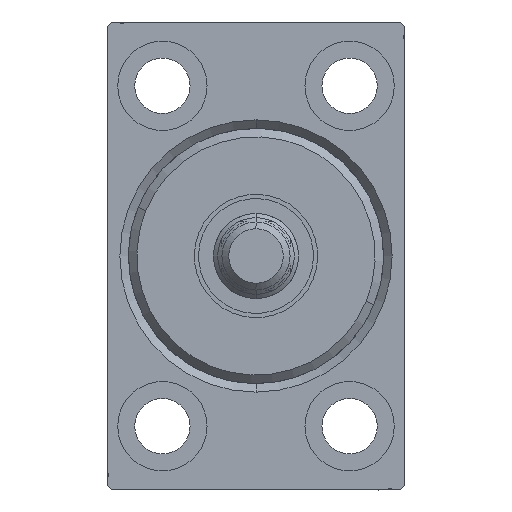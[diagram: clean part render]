
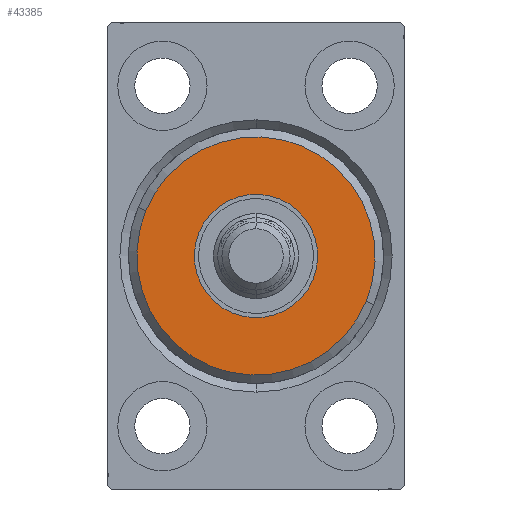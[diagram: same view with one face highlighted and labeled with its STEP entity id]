
A CAD part, left-side view. The second image highlights one B-rep face of the part: STEP entity #43385.
In plain terms, the highlighted face is planar.
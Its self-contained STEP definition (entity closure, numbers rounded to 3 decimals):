
#378 = EDGE_CURVE ( 'NONE', #37613, #23399, #15341, .T. ) ;
#851 = AXIS2_PLACEMENT_3D ( 'NONE', #21456, #34470, #21239 ) ;
#1376 = EDGE_CURVE ( 'NONE', #38518, #15098, #41897, .T. ) ;
#1503 = CARTESIAN_POINT ( 'NONE',  ( 3., 0., 7.25 ) ) ;
#1888 = DIRECTION ( 'NONE',  ( 1., 0., 0. ) ) ;
#2722 = CARTESIAN_POINT ( 'NONE',  ( 3., 0., 0. ) ) ;
#4727 = FACE_BOUND ( 'NONE', #14337, .T. ) ;
#5324 = AXIS2_PLACEMENT_3D ( 'NONE', #15054, #28736, #8101 ) ;
#5830 = CARTESIAN_POINT ( 'NONE',  ( 3., 0., 0. ) ) ;
#8101 = DIRECTION ( 'NONE',  ( 0., 0., -1. ) ) ;
#8849 = ORIENTED_EDGE ( 'NONE', *, *, #30599, .T. ) ;
#8972 = DIRECTION ( 'NONE',  ( 0., 0., -1. ) ) ;
#12786 = DIRECTION ( 'NONE',  ( 1., 0., 0. ) ) ;
#14337 = EDGE_LOOP ( 'NONE', ( #44058, #36839 ) ) ;
#15054 = CARTESIAN_POINT ( 'NONE',  ( 3., 0., 0. ) ) ;
#15098 = VERTEX_POINT ( 'NONE', #26615 ) ;
#15341 = CIRCLE ( 'NONE', #5324, 7.25 ) ;
#17924 = CIRCLE ( 'NONE', #42974, 7.25 ) ;
#18739 = CIRCLE ( 'NONE', #851, 14. ) ;
#18809 = EDGE_LOOP ( 'NONE', ( #28000, #8849 ) ) ;
#21239 = DIRECTION ( 'NONE',  ( 0., 0., -1. ) ) ;
#21456 = CARTESIAN_POINT ( 'NONE',  ( 3., 0., 0. ) ) ;
#22550 = AXIS2_PLACEMENT_3D ( 'NONE', #2722, #36573, #40171 ) ;
#22685 = EDGE_CURVE ( 'NONE', #23399, #37613, #17924, .T. ) ;
#23399 = VERTEX_POINT ( 'NONE', #33407 ) ;
#26615 = CARTESIAN_POINT ( 'NONE',  ( 3., 0., -14. ) ) ;
#28000 = ORIENTED_EDGE ( 'NONE', *, *, #1376, .T. ) ;
#28736 = DIRECTION ( 'NONE',  ( 1., 0., 0. ) ) ;
#29307 = CARTESIAN_POINT ( 'NONE',  ( 3., 0., 14. ) ) ;
#30599 = EDGE_CURVE ( 'NONE', #15098, #38518, #18739, .T. ) ;
#31232 = PLANE ( 'NONE',  #34826 ) ;
#33407 = CARTESIAN_POINT ( 'NONE',  ( 3., 0., -7.25 ) ) ;
#34470 = DIRECTION ( 'NONE',  ( 1., 0., 0. ) ) ;
#34826 = AXIS2_PLACEMENT_3D ( 'NONE', #5830, #12786, #8972 ) ;
#35459 = FACE_OUTER_BOUND ( 'NONE', #18809, .T. ) ;
#36573 = DIRECTION ( 'NONE',  ( 1., 0., 0. ) ) ;
#36839 = ORIENTED_EDGE ( 'NONE', *, *, #378, .F. ) ;
#37613 = VERTEX_POINT ( 'NONE', #1503 ) ;
#38518 = VERTEX_POINT ( 'NONE', #29307 ) ;
#40171 = DIRECTION ( 'NONE',  ( 0., 0., -1. ) ) ;
#41897 = CIRCLE ( 'NONE', #22550, 14. ) ;
#42263 = CARTESIAN_POINT ( 'NONE',  ( 3., 0., 0. ) ) ;
#42918 = DIRECTION ( 'NONE',  ( 0., 0., -1. ) ) ;
#42974 = AXIS2_PLACEMENT_3D ( 'NONE', #42263, #1888, #42918 ) ;
#43385 = ADVANCED_FACE ( 'NONE', ( #35459, #4727 ), #31232, .T. ) ;
#44058 = ORIENTED_EDGE ( 'NONE', *, *, #22685, .F. ) ;
